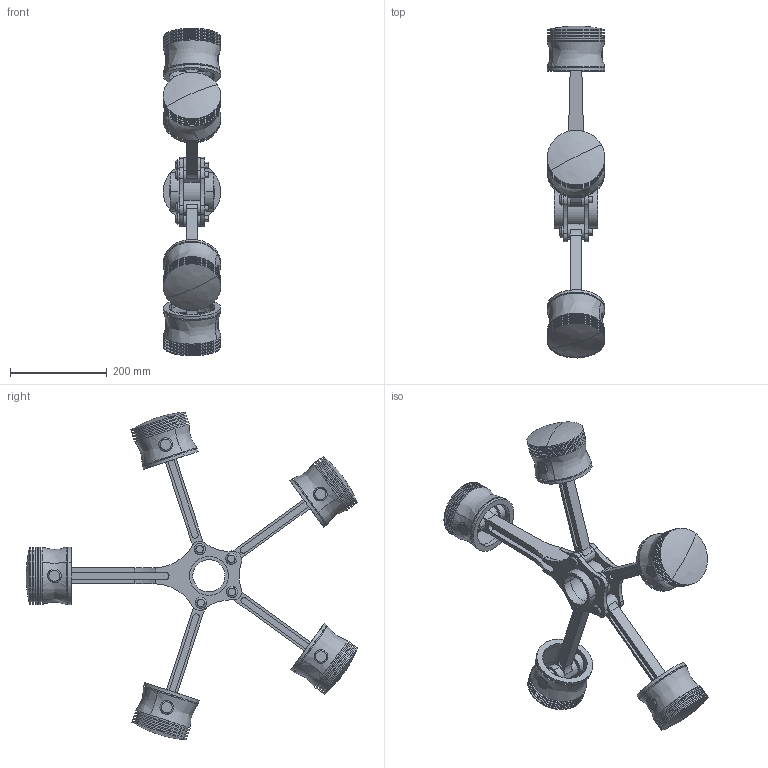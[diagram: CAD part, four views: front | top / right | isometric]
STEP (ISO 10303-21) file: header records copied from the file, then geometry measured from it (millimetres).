
FILE_DESCRIPTION(('FreeCAD Model'),'2;1');
FILE_NAME('Open CASCADE Shape Model','2025-05-04T12:31:30',('FreeCAD'),( 'FreeCAD'),'Open CASCADE STEP processor 7.6','FreeCAD','Unknown');
FILE_SCHEMA(('AUTOMOTIVE_DESIGN { 1 0 10303 214 1 1 1 1 }'));
Length unit declared in the file: millimetre
Products named in the file (1): Open CASCADE STEP translator 7.6 1
Bounding box: 118.73 x 686.06 x 677.23 mm (x, y, z)
Volume: 3300914 mm3; surface area: 984595.2 mm2
Topology: 38 solids, 38 shells, 723 faces, 1613 edges, 1033 vertices
Faces by surface type: bspline 723
Entity records: 23322 total; most frequent: CARTESIAN_POINT 13964, ORIENTED_EDGE 3206, EDGE_CURVE 1603, VERTEX_POINT 1034, FACE_BOUND 888, EDGE_LOOP 888, ADVANCED_FACE 723, B_SPLINE_CURVE_WITH_KNOTS 709
